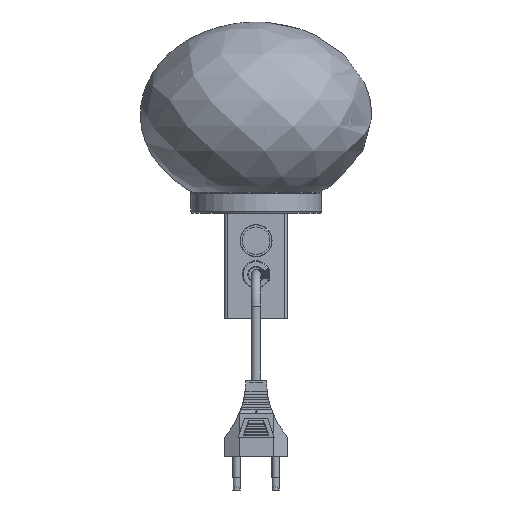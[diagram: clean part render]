
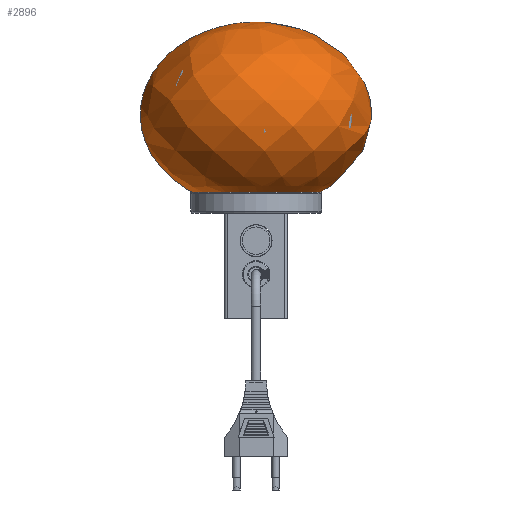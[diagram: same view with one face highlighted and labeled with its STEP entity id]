
A CAD part, front view. The second image highlights one B-rep face of the part: STEP entity #2896.
In plain terms, the highlighted free-form (B-spline) face has degree [3, 3] with [4, 7] control points.
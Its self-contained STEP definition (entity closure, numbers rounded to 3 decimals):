
#1978 = VERTEX_POINT ( 'NONE', #11513 ) ;
#2720 = CARTESIAN_POINT ( 'NONE',  ( 17., 0.306, 34. ) ) ;
#2802 = CARTESIAN_POINT ( 'NONE',  ( 95.697, 20.732, -191.394 ) ) ;
#2896 = ADVANCED_FACE ( 'NONE', ( #19341 ), #21954, .F. ) ;
#2956 = CARTESIAN_POINT ( 'NONE',  ( -17., 0.306, -34. ) ) ;
#3032 = CARTESIAN_POINT ( 'NONE',  ( -17., 0.306, 0. ) ) ;
#3189 = CARTESIAN_POINT ( 'NONE',  ( -82.749, 86., -165.498 ) ) ;
#3657 = CARTESIAN_POINT ( 'NONE',  ( 0., 86., 0. ) ) ;
#4630 = CARTESIAN_POINT ( 'NONE',  ( -95.697, 20.732, -191.394 ) ) ;
#5344 = CARTESIAN_POINT ( 'NONE',  ( 0., 86., 0. ) ) ;
#5729 = DIRECTION ( 'NONE',  ( 0., 0., 1. ) ) ;
#7701 = EDGE_LOOP ( 'NONE', ( #22786 ) ) ;
#7956 = CARTESIAN_POINT ( 'NONE',  ( 17., 0.306, 0. ) ) ;
#9070 = CARTESIAN_POINT ( 'NONE',  ( 0., 86., 0. ) ) ;
#11513 = CARTESIAN_POINT ( 'NONE',  ( 0., 0.306, 17. ) ) ;
#11810 = CARTESIAN_POINT ( 'NONE',  ( -17., 0.306, 34. ) ) ;
#11889 = CARTESIAN_POINT ( 'NONE',  ( 17., 0.306, 0. ) ) ;
#11964 = CARTESIAN_POINT ( 'NONE',  ( 17., 0.306, -34. ) ) ;
#12346 = CARTESIAN_POINT ( 'NONE',  ( 95.697, 20.732, 191.394 ) ) ;
#12662 = CARTESIAN_POINT ( 'NONE',  ( 0., 86., 0. ) ) ;
#12750 = CARTESIAN_POINT ( 'NONE',  ( 0., 86., 0. ) ) ;
#13743 = CARTESIAN_POINT ( 'NONE',  ( 95.697, 20.732, 0. ) ) ;
#14051 = CARTESIAN_POINT ( 'NONE',  ( -82.749, 86., 0. ) ) ;
#16132 = CARTESIAN_POINT ( 'NONE',  ( -82.749, 86., 165.498 ) ) ;
#16871 = AXIS2_PLACEMENT_3D ( 'NONE', #18279, #20184, #5729 ) ;
#17985 = CARTESIAN_POINT ( 'NONE',  ( 82.749, 86., -165.498 ) ) ;
#18149 = CARTESIAN_POINT ( 'NONE',  ( 0., 86., 0. ) ) ;
#18279 = CARTESIAN_POINT ( 'NONE',  ( 0., 0.306, 0. ) ) ;
#19061 = EDGE_CURVE ( 'NONE', #1978, #1978, #21888, .T. ) ;
#19272 = CARTESIAN_POINT ( 'NONE',  ( -95.697, 20.732, 0. ) ) ;
#19341 = FACE_OUTER_BOUND ( 'NONE', #7701, .T. ) ;
#19489 = CARTESIAN_POINT ( 'NONE',  ( 95.697, 20.732, 0. ) ) ;
#19814 = CARTESIAN_POINT ( 'NONE',  ( 82.749, 86., 165.498 ) ) ;
#20184 = DIRECTION ( 'NONE',  ( 0., 1., 0. ) ) ;
#21565 = CARTESIAN_POINT ( 'NONE',  ( -95.697, 20.732, 191.394 ) ) ;
#21880 = CARTESIAN_POINT ( 'NONE',  ( 0., 86., 0. ) ) ;
#21888 = CIRCLE ( 'NONE', #16871, 17. ) ;
#21954 =( BOUNDED_SURFACE ( )  B_SPLINE_SURFACE ( 3, 3, ( 
 ( #7956, #11964, #2956, #3032, #11810, #2720, #11889 ),
 ( #13743, #2802, #4630, #19272, #21565, #12346, #19489 ),
 ( #23391, #17985, #3189, #14051, #16132, #19814, #23232 ),
 ( #9070, #5344, #12662, #18149, #21880, #12750, #3657 ) ),
 .UNSPECIFIED., .F., .T., .F. ) 
 B_SPLINE_SURFACE_WITH_KNOTS ( ( 4, 4 ),
 ( 4, 3, 4 ),
 ( 0., 1. ),
 ( 0., 0.5, 1. ),
 .UNSPECIFIED. ) 
 GEOMETRIC_REPRESENTATION_ITEM ( )  RATIONAL_B_SPLINE_SURFACE ( (
 ( 1., 0.333, 0.333, 1., 0.333, 0.333, 1.),
 ( 0.438, 0.146, 0.146, 0.438, 0.146, 0.146, 0.438),
 ( 0.438, 0.146, 0.146, 0.438, 0.146, 0.146, 0.438),
 ( 1., 0.333, 0.333, 1., 0.333, 0.333, 1.) ) ) 
 REPRESENTATION_ITEM ( '' )  SURFACE ( )  );
#22786 = ORIENTED_EDGE ( 'NONE', *, *, #19061, .T. ) ;
#23232 = CARTESIAN_POINT ( 'NONE',  ( 82.749, 86., 0. ) ) ;
#23391 = CARTESIAN_POINT ( 'NONE',  ( 82.749, 86., 0. ) ) ;
